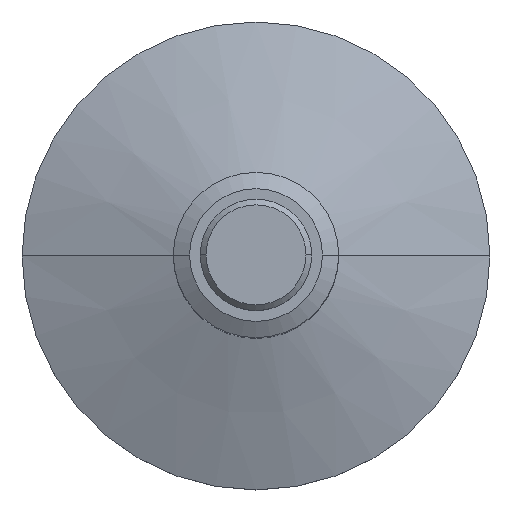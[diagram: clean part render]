
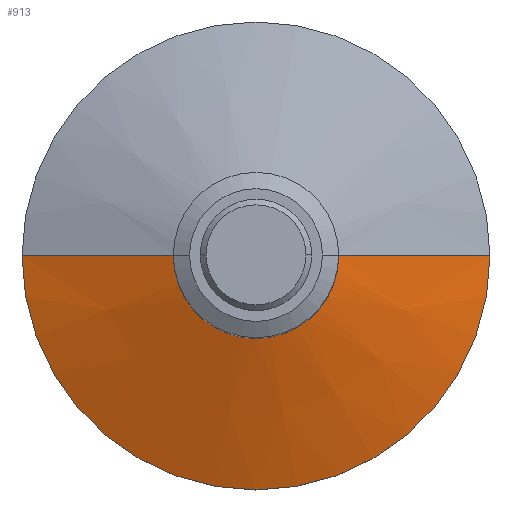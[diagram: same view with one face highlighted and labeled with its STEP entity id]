
A CAD part, top view. The second image highlights one B-rep face of the part: STEP entity #913.
In plain terms, the highlighted conical face has half-angle 70 degrees and reference radius 25.2 mm.
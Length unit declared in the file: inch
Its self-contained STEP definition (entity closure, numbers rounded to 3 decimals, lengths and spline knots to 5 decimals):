
#10 = AXIS2_PLACEMENT_3D ( 'NONE', #56, #63, #941 ) ;
#56 = CARTESIAN_POINT ( 'NONE',  ( 0., 0., -2.44961 ) ) ;
#59 = VECTOR ( 'NONE', #467, 39.37008 ) ;
#63 = DIRECTION ( 'NONE',  ( 0., 0., 1. ) ) ;
#113 = VERTEX_POINT ( 'NONE', #416 ) ;
#126 = CARTESIAN_POINT ( 'NONE',  ( -0.35039, 0., -2.44961 ) ) ;
#134 = LINE ( 'NONE', #519, #615 ) ;
#218 = DIRECTION ( 'NONE',  ( 0., 0., 1. ) ) ;
#301 = DIRECTION ( 'NONE',  ( -0.94, 0., 0.342 ) ) ;
#311 = FACE_OUTER_BOUND ( 'NONE', #670, .T. ) ;
#316 = CARTESIAN_POINT ( 'NONE',  ( 0.99213, 0., -2.68318 ) ) ;
#409 = EDGE_CURVE ( 'NONE', #990, #781, #453, .T. ) ;
#416 = CARTESIAN_POINT ( 'NONE',  ( 0.35039, 0., -2.44961 ) ) ;
#435 = ORIENTED_EDGE ( 'NONE', *, *, #409, .T. ) ;
#447 = EDGE_CURVE ( 'NONE', #990, #113, #666, .T. ) ;
#453 = LINE ( 'NONE', #525, #59 ) ;
#457 = DIRECTION ( 'NONE',  ( -1., 0., 0. ) ) ;
#467 = DIRECTION ( 'NONE',  ( -0.94, 0., -0.342 ) ) ;
#473 = AXIS2_PLACEMENT_3D ( 'NONE', #600, #218, #457 ) ;
#482 = CARTESIAN_POINT ( 'NONE',  ( -0.99213, 0., -2.68318 ) ) ;
#489 = CONICAL_SURFACE ( 'NONE', #853, 0.99213, 1.222 ) ;
#501 = EDGE_CURVE ( 'NONE', #781, #717, #684, .T. ) ;
#519 = CARTESIAN_POINT ( 'NONE',  ( 0.67126, 0., -2.56639 ) ) ;
#525 = CARTESIAN_POINT ( 'NONE',  ( -0.67126, 0., -2.56639 ) ) ;
#600 = CARTESIAN_POINT ( 'NONE',  ( 0., 0., -2.68318 ) ) ;
#615 = VECTOR ( 'NONE', #301, 39.37008 ) ;
#666 = CIRCLE ( 'NONE', #10, 0.35039 ) ;
#670 = EDGE_LOOP ( 'NONE', ( #938, #999, #435, #1025 ) ) ;
#684 = CIRCLE ( 'NONE', #473, 0.99213 ) ;
#690 = DIRECTION ( 'NONE',  ( 0., 0., -1. ) ) ;
#717 = VERTEX_POINT ( 'NONE', #316 ) ;
#781 = VERTEX_POINT ( 'NONE', #482 ) ;
#841 = CARTESIAN_POINT ( 'NONE',  ( 0., 0., -2.68318 ) ) ;
#853 = AXIS2_PLACEMENT_3D ( 'NONE', #841, #690, #928 ) ;
#901 = EDGE_CURVE ( 'NONE', #717, #113, #134, .T. ) ;
#913 = ADVANCED_FACE ( 'NONE', ( #311 ), #489, .T. ) ;
#928 = DIRECTION ( 'NONE',  ( -1., 0., 0. ) ) ;
#938 = ORIENTED_EDGE ( 'NONE', *, *, #901, .T. ) ;
#941 = DIRECTION ( 'NONE',  ( -1., 0., 0. ) ) ;
#990 = VERTEX_POINT ( 'NONE', #126 ) ;
#999 = ORIENTED_EDGE ( 'NONE', *, *, #447, .F. ) ;
#1025 = ORIENTED_EDGE ( 'NONE', *, *, #501, .T. ) ;
